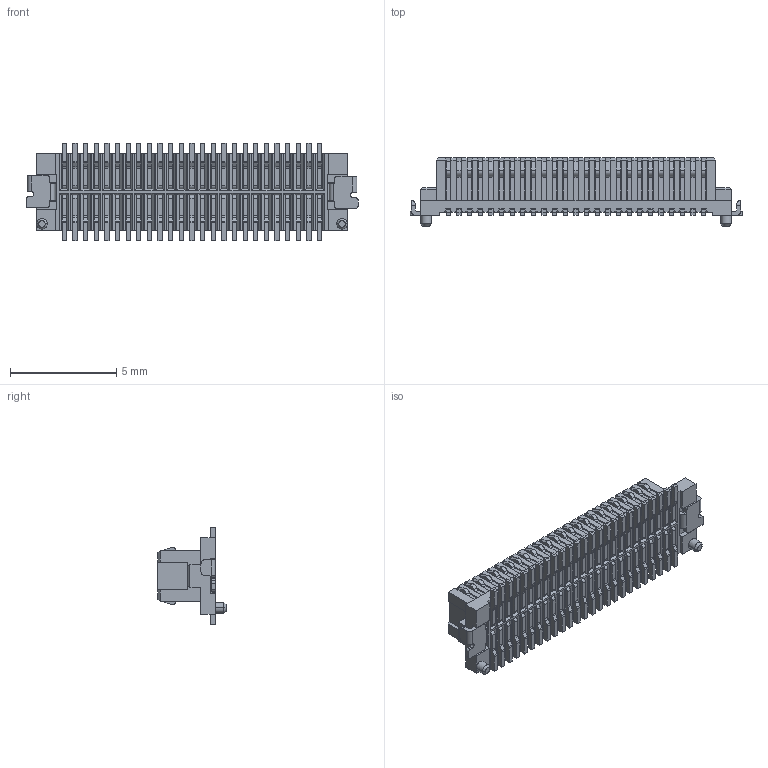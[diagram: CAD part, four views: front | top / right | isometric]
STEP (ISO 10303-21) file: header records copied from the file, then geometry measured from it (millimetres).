
FILE_DESCRIPTION((''),'2;1');
FILE_NAME('05-50H-50PIN-M_ASM','2015-10-26T',('HuangEr'),('FCI'),'PRO/ENGINEER BY PARAMETRIC TECHNOLOGY CORPORATION, 2013150','PRO/ENGINEER BY PARAMETRIC TECHNOLOGY CORPORATION, 2013150','');
FILE_SCHEMA(('AUTOMOTIVE_DESIGN { 1 0 10303 214 1 1 1 1 }'));
Length unit declared in the file: millimetre
Products named in the file (5): 05-50H-50PIN-M; 50H-MALE-TERMINAL; PAD1; PAD2; 05-50H-50PIN-M_ASM
Assembly tree (28 placements, depth 2):
  05-50H-50PIN-M_ASM
    05-50H-50PIN-M
    50H-MALE-TERMINAL  x25
    PAD1
    PAD2
Bounding box: 15.6 x 3.2 x 4.6 mm (x, y, z)
Volume: 85.5 mm3; surface area: 697.8 mm2
Topology: 53 solids, 53 shells, 3058 faces, 9018 edges, 5964 vertices
Faces by surface type: plane 2164, cylinder 890, cone 4
Entity records: 40957 total; most frequent: CARTESIAN_POINT 7160, ORIENTED_EDGE 7092, DIRECTION 6020, EDGE_CURVE 3546, VECTOR 3394, LINE 3394, VERTEX_POINT 2316, AXIS2_PLACEMENT_3D 1313
